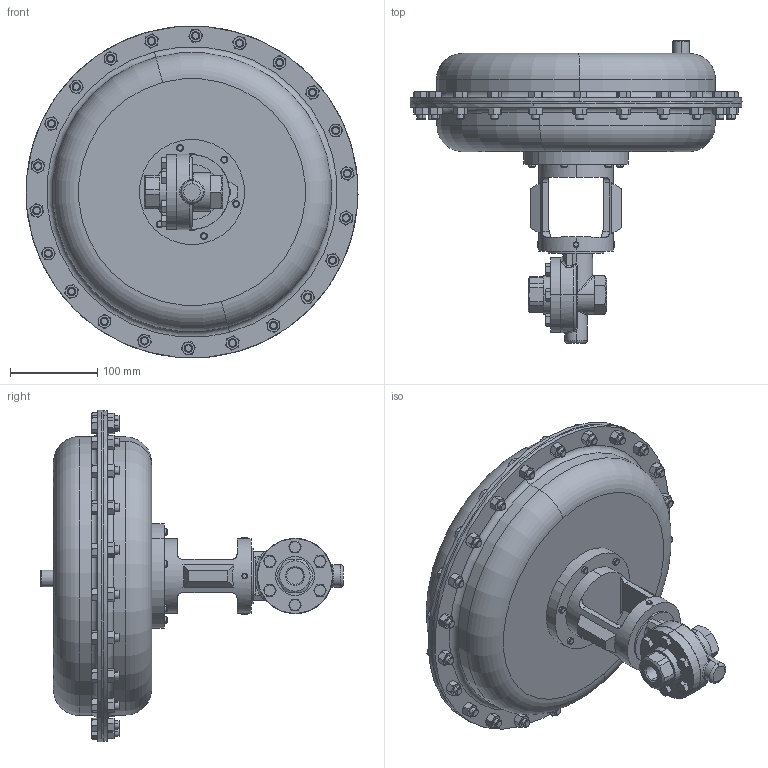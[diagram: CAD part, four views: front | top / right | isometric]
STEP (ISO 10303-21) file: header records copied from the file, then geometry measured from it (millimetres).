
FILE_DESCRIPTION (( 'STEP AP203' ), '1' );
FILE_NAME ('70-050-DI+BR-PT-85M.STEP', '2017-08-22T14:20:19', ( '' ), ( '' ), 'SwSTEP 2.0', 'SolidWorks 2014', '' );
FILE_SCHEMA (( 'CONFIG_CONTROL_DESIGN' ));
Length unit declared in the file: inch
Products named in the file (1): 70-050-DI+BR-PT-85M
Bounding box: 380.96 x 347 x 380.89 mm (x, y, z)
Volume: 9881932.6 mm3; surface area: 401596.9 mm2
Topology: 1 solids, 1 shells, 1097 faces, 2479 edges, 1476 vertices
Faces by surface type: cone 506, plane 443, cylinder 119, torus 18, bspline 8, sphere 3
Entity records: 34755 total; most frequent: CARTESIAN_POINT 11642, ORIENTED_EDGE 4958, DIRECTION 4473, EDGE_CURVE 2479, AXIS2_PLACEMENT_3D 1857, VERTEX_POINT 1476, EDGE_LOOP 1191, FACE_OUTER_BOUND 1097
